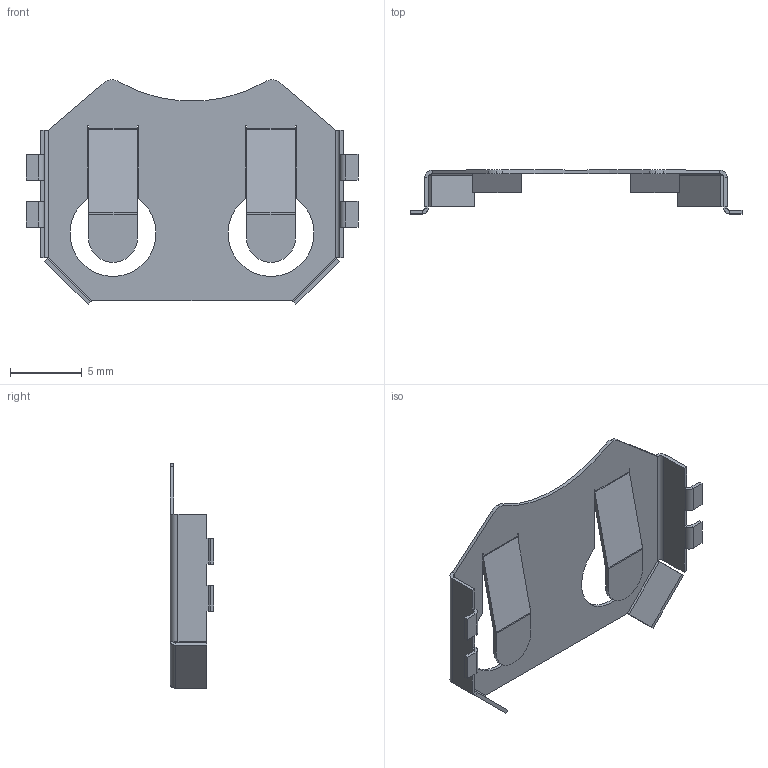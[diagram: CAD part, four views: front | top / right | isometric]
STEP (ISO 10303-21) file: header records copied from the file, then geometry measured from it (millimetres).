
FILE_DESCRIPTION (( 'STEP AP214' ), '1' );
FILE_NAME ('BK-6219-TR.STEP', '2020-02-13T03:55:53', ( '' ), ( '' ), 'SwSTEP 2.0', 'SolidWorks 2017', '' );
FILE_SCHEMA (( 'AUTOMOTIVE_DESIGN' ));
Length unit declared in the file: millimetre
Products named in the file (1): BK-6219-TR
Bounding box: 23.11 x 3.05 x 15.62 mm (x, y, z)
Volume: 81.3 mm3; surface area: 699.1 mm2
Topology: 1 solids, 1 shells, 170 faces, 402 edges, 236 vertices
Faces by surface type: plane 135, cylinder 35
Entity records: 4770 total; most frequent: DIRECTION 814, CARTESIAN_POINT 809, ORIENTED_EDGE 804, EDGE_CURVE 402, LINE 332, VECTOR 332, AXIS2_PLACEMENT_3D 241, VERTEX_POINT 236
